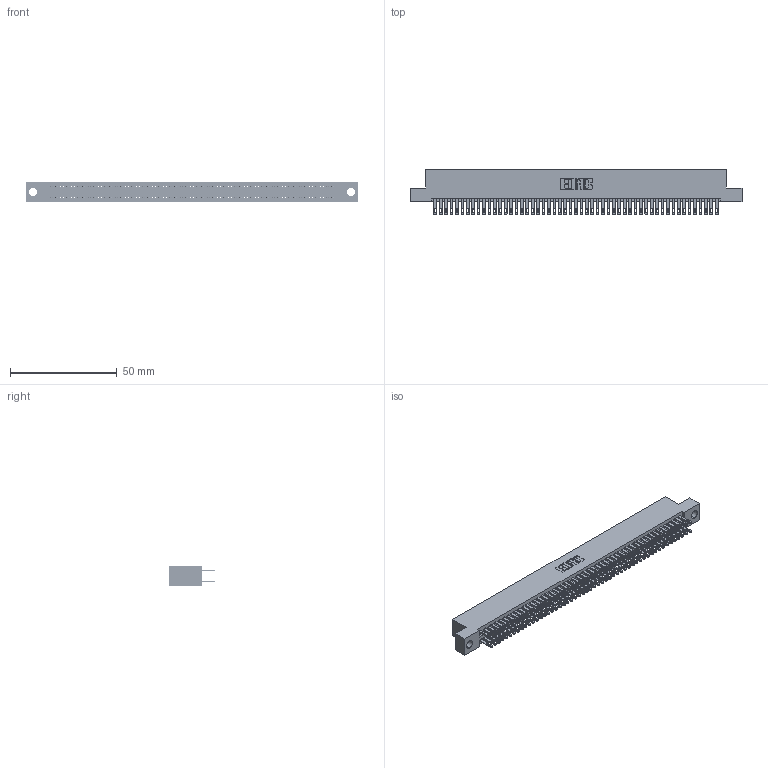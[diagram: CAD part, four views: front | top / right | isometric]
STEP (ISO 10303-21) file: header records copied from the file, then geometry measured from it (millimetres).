
FILE_DESCRIPTION (( 'STEP AP203' ), '1' );
FILE_NAME ('345-106-500-204.STEP', '2021-05-21T13:49:17', ( '' ), ( '' ), 'SwSTEP 2.0', 'SolidWorks 2020', '' );
FILE_SCHEMA (( 'CONFIG_CONTROL_DESIGN' ));
Length unit declared in the file: inch
Products named in the file (3): 345 Part_Flush Mounting Lugs - 0.156 Dia-TI; 345-106-500-204; 345-292-001_345-293-100
Assembly tree (107 placements, depth 2):
  345-106-500-204
    345 Part_Flush Mounting Lugs - 0.156 Dia-TI
    345-292-001_345-293-100  x106
Bounding box: 155.83 x 21.51 x 9.4 mm (x, y, z)
Volume: 15457.5 mm3; surface area: 23994.5 mm2
Topology: 107 solids, 107 shells, 5016 faces, 15323 edges, 10214 vertices
Faces by surface type: plane 2956, cylinder 2060
Entity records: 40453 total; most frequent: CARTESIAN_POINT 6774, ORIENTED_EDGE 6706, DIRECTION 5961, EDGE_CURVE 3353, LINE 3005, VECTOR 3005, VERTEX_POINT 2234, AXIS2_PLACEMENT_3D 1478
